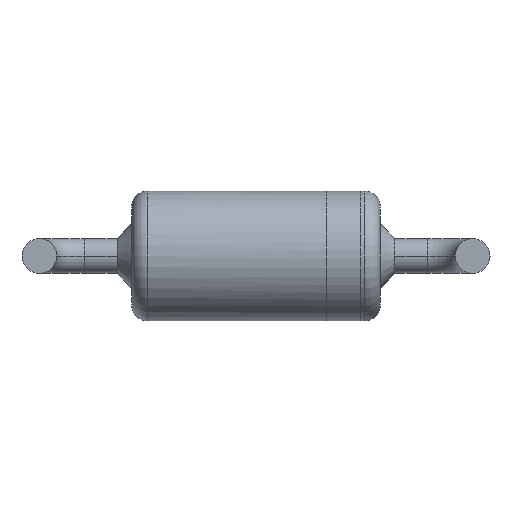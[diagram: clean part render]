
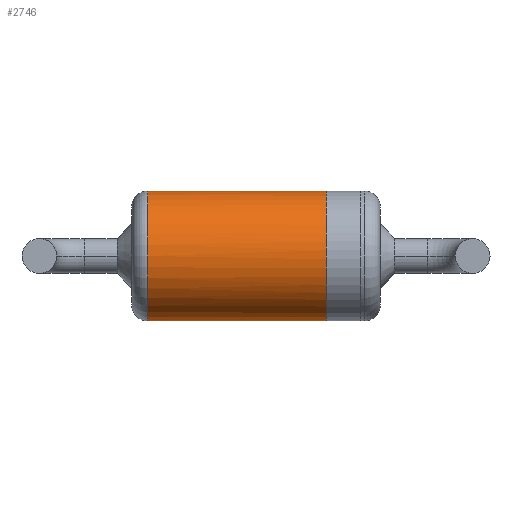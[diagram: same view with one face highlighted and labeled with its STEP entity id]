
A CAD part, front view. The second image highlights one B-rep face of the part: STEP entity #2746.
In plain terms, the highlighted cylindrical face has radius 0.953 mm (diameter 1.905 mm), a partial arc.
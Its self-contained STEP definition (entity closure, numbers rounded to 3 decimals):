
#421 = DIRECTION ( 'NONE',  ( 0., 0., 1. ) ) ;
#466 = CARTESIAN_POINT ( 'NONE',  ( 1.591, 1.453, 0.952 ) ) ;
#527 = LINE ( 'NONE', #4439, #3934 ) ;
#736 = CARTESIAN_POINT ( 'NONE',  ( 1.143, 1.453, 0.952 ) ) ;
#792 = AXIS2_PLACEMENT_3D ( 'NONE', #1702, #5168, #3356 ) ;
#844 = VERTEX_POINT ( 'NONE', #466 ) ;
#1039 = EDGE_CURVE ( 'NONE', #4752, #2450, #527, .T. ) ;
#1431 = ORIENTED_EDGE ( 'NONE', *, *, #3446, .T. ) ;
#1539 = EDGE_CURVE ( 'NONE', #2450, #844, #4102, .T. ) ;
#1573 = CARTESIAN_POINT ( 'NONE',  ( 4.201, 1.453, -0.952 ) ) ;
#1620 = EDGE_LOOP ( 'NONE', ( #1990, #1431, #3188, #2238 ) ) ;
#1702 = CARTESIAN_POINT ( 'NONE',  ( 1.143, 1.453, 0. ) ) ;
#1981 = CARTESIAN_POINT ( 'NONE',  ( 4.201, 0.955, 0.85 ) ) ;
#1990 = ORIENTED_EDGE ( 'NONE', *, *, #1039, .F. ) ;
#2039 = CARTESIAN_POINT ( 'NONE',  ( 4.201, 0.603, 0.497 ) ) ;
#2047 = VECTOR ( 'NONE', #2861, 1000. ) ;
#2101 = VERTEX_POINT ( 'NONE', #4997 ) ;
#2238 = ORIENTED_EDGE ( 'NONE', *, *, #1539, .F. ) ;
#2418 = CARTESIAN_POINT ( 'NONE',  ( 4.201, 1.203, -0.952 ) ) ;
#2450 = VERTEX_POINT ( 'NONE', #3251 ) ;
#2746 = ADVANCED_FACE ( 'NONE', ( #5375 ), #3302, .T. ) ;
#2861 = DIRECTION ( 'NONE',  ( -1., 0., 0. ) ) ;
#3188 = ORIENTED_EDGE ( 'NONE', *, *, #4332, .T. ) ;
#3251 = CARTESIAN_POINT ( 'NONE',  ( 1.591, 1.453, -0.952 ) ) ;
#3288 = CARTESIAN_POINT ( 'NONE',  ( 4.201, 0.5, 0.249 ) ) ;
#3302 = CYLINDRICAL_SURFACE ( 'NONE', #792, 0.952 ) ;
#3356 = DIRECTION ( 'NONE',  ( 0., 0., 1. ) ) ;
#3446 = EDGE_CURVE ( 'NONE', #4752, #2101, #3930, .T. ) ;
#3696 = CARTESIAN_POINT ( 'NONE',  ( 4.201, 1.453, 0.952 ) ) ;
#3930 = B_SPLINE_CURVE_WITH_KNOTS ( 'NONE', 3,
 ( #1573, #2418, #4529, #4990, #4875, #3288, #2039, #1981, #5293, #3696 ),
 .UNSPECIFIED., .F., .F.,
 ( 4, 2, 2, 2, 4 ),
 ( 0.5, 0.625, 0.75, 0.875, 1. ),
 .UNSPECIFIED. ) ;
#3934 = VECTOR ( 'NONE', #5183, 1000. ) ;
#4061 = CARTESIAN_POINT ( 'NONE',  ( 4.201, 1.453, -0.952 ) ) ;
#4102 = CIRCLE ( 'NONE', #4879, 0.952 ) ;
#4109 = CARTESIAN_POINT ( 'NONE',  ( 1.591, 1.453, 0. ) ) ;
#4188 = DIRECTION ( 'NONE',  ( -1., 0., 0. ) ) ;
#4332 = EDGE_CURVE ( 'NONE', #2101, #844, #4527, .T. ) ;
#4439 = CARTESIAN_POINT ( 'NONE',  ( 1.143, 1.453, -0.952 ) ) ;
#4527 = LINE ( 'NONE', #736, #2047 ) ;
#4529 = CARTESIAN_POINT ( 'NONE',  ( 4.201, 0.955, -0.85 ) ) ;
#4752 = VERTEX_POINT ( 'NONE', #4061 ) ;
#4875 = CARTESIAN_POINT ( 'NONE',  ( 4.201, 0.5, -0.249 ) ) ;
#4879 = AXIS2_PLACEMENT_3D ( 'NONE', #4109, #4188, #421 ) ;
#4990 = CARTESIAN_POINT ( 'NONE',  ( 4.201, 0.603, -0.497 ) ) ;
#4997 = CARTESIAN_POINT ( 'NONE',  ( 4.201, 1.453, 0.952 ) ) ;
#5168 = DIRECTION ( 'NONE',  ( -1., 0., 0. ) ) ;
#5183 = DIRECTION ( 'NONE',  ( -1., 0., 0. ) ) ;
#5293 = CARTESIAN_POINT ( 'NONE',  ( 4.201, 1.203, 0.952 ) ) ;
#5375 = FACE_OUTER_BOUND ( 'NONE', #1620, .T. ) ;
